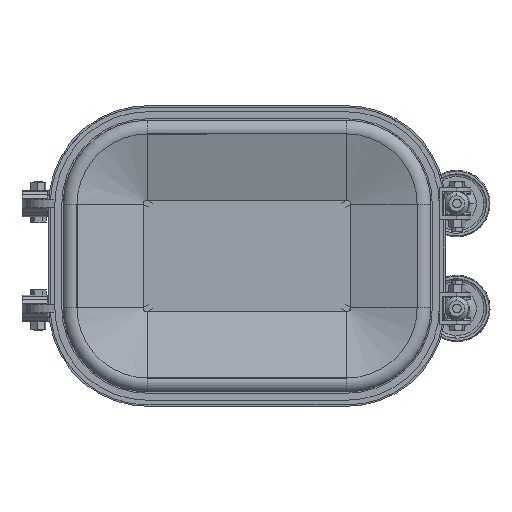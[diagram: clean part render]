
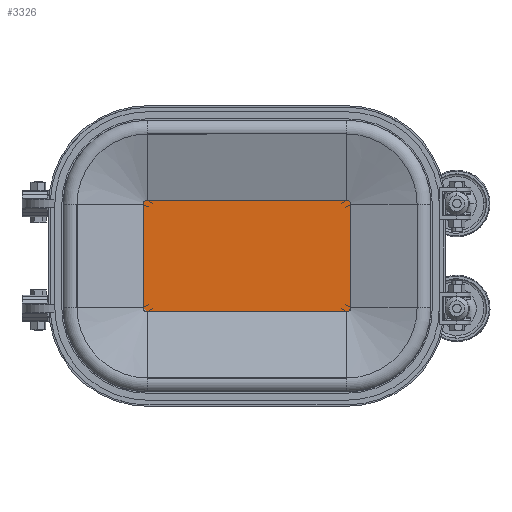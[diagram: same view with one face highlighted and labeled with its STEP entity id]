
A CAD part, front view. The second image highlights one B-rep face of the part: STEP entity #3326.
In plain terms, the highlighted planar face has unit normal (0, -1, 0).
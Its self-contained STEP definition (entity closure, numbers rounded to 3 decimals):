
#3217 = VERTEX_POINT ( 'NONE', #28986 ) ;
#3255 = VERTEX_POINT ( 'NONE', #29795 ) ;
#3258 = EDGE_CURVE ( 'NONE', #3255, #3330, #29901, .T. ) ;
#3265 = EDGE_CURVE ( 'NONE', #3217, #3288, #29856, .T. ) ;
#3277 = EDGE_CURVE ( 'NONE', #3217, #3278, #29921, .T. ) ;
#3278 = VERTEX_POINT ( 'NONE', #29914 ) ;
#3288 = VERTEX_POINT ( 'NONE', #29956 ) ;
#3303 = ORIENTED_EDGE ( 'NONE', *, *, #3304, .T. ) ;
#3304 = EDGE_CURVE ( 'NONE', #3320, #3305, #29999, .T. ) ;
#3305 = VERTEX_POINT ( 'NONE', #29993 ) ;
#3306 = ORIENTED_EDGE ( 'NONE', *, *, #3307, .T. ) ;
#3307 = EDGE_CURVE ( 'NONE', #3305, #3308, #29991, .T. ) ;
#3308 = VERTEX_POINT ( 'NONE', #29986 ) ;
#3309 = ORIENTED_EDGE ( 'NONE', *, *, #3310, .T. ) ;
#3310 = EDGE_CURVE ( 'NONE', #3308, #3278, #29983, .T. ) ;
#3311 = ORIENTED_EDGE ( 'NONE', *, *, #3277, .F. ) ;
#3312 = ORIENTED_EDGE ( 'NONE', *, *, #3265, .T. ) ;
#3313 = ORIENTED_EDGE ( 'NONE', *, *, #3332, .F. ) ;
#3319 = EDGE_CURVE ( 'NONE', #3320, #3255, #30043, .T. ) ;
#3320 = VERTEX_POINT ( 'NONE', #30037 ) ;
#3326 = ADVANCED_FACE ( 'NONE', ( #30026 ), #30023, .T. ) ;
#3327 = EDGE_LOOP ( 'NONE', ( #3328, #3329, #3303, #3306, #3309, #3311, #3312, #3313 ) ) ;
#3328 = ORIENTED_EDGE ( 'NONE', *, *, #3258, .F. ) ;
#3329 = ORIENTED_EDGE ( 'NONE', *, *, #3319, .F. ) ;
#3330 = VERTEX_POINT ( 'NONE', #30018 ) ;
#3332 = EDGE_CURVE ( 'NONE', #3330, #3288, #30094, .T. ) ;
#28986 = CARTESIAN_POINT ( 'NONE',  ( 118.456, -32.96, 59. ) ) ;
#29795 = CARTESIAN_POINT ( 'NONE',  ( -118.882, -32.96, 59. ) ) ;
#29852 = DIRECTION ( 'NONE',  ( 0., 0., -1. ) ) ;
#29853 = DIRECTION ( 'NONE',  ( 0., -1., 0. ) ) ;
#29854 = CARTESIAN_POINT ( 'NONE',  ( 113.787, -32.96, 59. ) ) ;
#29855 = AXIS2_PLACEMENT_3D ( 'NONE', #29854, #29853, #29852 ) ;
#29856 = CIRCLE ( 'NONE', #29855, 4.669 ) ;
#29897 = DIRECTION ( 'NONE',  ( 0., 0., -1. ) ) ;
#29898 = DIRECTION ( 'NONE',  ( 0., 1., 0. ) ) ;
#29899 = CARTESIAN_POINT ( 'NONE',  ( -114.213, -32.96, 59. ) ) ;
#29900 = AXIS2_PLACEMENT_3D ( 'NONE', #29899, #29898, #29897 ) ;
#29901 = CIRCLE ( 'NONE', #29900, 4.669 ) ;
#29914 = CARTESIAN_POINT ( 'NONE',  ( 118.456, -32.96, -59. ) ) ;
#29915 = DIRECTION ( 'NONE',  ( 0., 0., -1. ) ) ;
#29916 = VECTOR ( 'NONE', #29915, 1000. ) ;
#29919 = CARTESIAN_POINT ( 'NONE',  ( 118.456, -32.96, 0. ) ) ;
#29921 = LINE ( 'NONE', #29919, #29916 ) ;
#29956 = CARTESIAN_POINT ( 'NONE',  ( 113.787, -32.96, 63.669 ) ) ;
#29978 = DIRECTION ( 'NONE',  ( 0., 0., 1. ) ) ;
#29980 = DIRECTION ( 'NONE',  ( 0., -1., 0. ) ) ;
#29981 = CARTESIAN_POINT ( 'NONE',  ( 113.787, -32.96, -59. ) ) ;
#29982 = AXIS2_PLACEMENT_3D ( 'NONE', #29981, #29980, #29978 ) ;
#29983 = CIRCLE ( 'NONE', #29982, 4.669 ) ;
#29986 = CARTESIAN_POINT ( 'NONE',  ( 113.787, -32.96, -63.669 ) ) ;
#29987 = DIRECTION ( 'NONE',  ( 1., 0., 0. ) ) ;
#29989 = VECTOR ( 'NONE', #29987, 1000. ) ;
#29990 = CARTESIAN_POINT ( 'NONE',  ( -114.213, -32.96, -63.669 ) ) ;
#29991 = LINE ( 'NONE', #29990, #29989 ) ;
#29993 = CARTESIAN_POINT ( 'NONE',  ( -114.213, -32.96, -63.669 ) ) ;
#29994 = DIRECTION ( 'NONE',  ( 0., 0., 1. ) ) ;
#29995 = DIRECTION ( 'NONE',  ( 0., -1., 0. ) ) ;
#29996 = CARTESIAN_POINT ( 'NONE',  ( -114.213, -32.96, -59. ) ) ;
#29997 = AXIS2_PLACEMENT_3D ( 'NONE', #29996, #29995, #29994 ) ;
#29999 = CIRCLE ( 'NONE', #29997, 4.669 ) ;
#30018 = CARTESIAN_POINT ( 'NONE',  ( -114.213, -32.96, 63.669 ) ) ;
#30019 = DIRECTION ( 'NONE',  ( 0., 0., -1. ) ) ;
#30020 = DIRECTION ( 'NONE',  ( 0., -1., 0. ) ) ;
#30021 = CARTESIAN_POINT ( 'NONE',  ( -114.213, -32.96, 59. ) ) ;
#30022 = AXIS2_PLACEMENT_3D ( 'NONE', #30021, #30020, #30019 ) ;
#30023 = PLANE ( 'NONE',  #30022 ) ;
#30026 = FACE_OUTER_BOUND ( 'NONE', #3327, .T. ) ;
#30037 = CARTESIAN_POINT ( 'NONE',  ( -118.882, -32.96, -59. ) ) ;
#30039 = DIRECTION ( 'NONE',  ( 0., 0., 1. ) ) ;
#30040 = VECTOR ( 'NONE', #30039, 1000. ) ;
#30042 = CARTESIAN_POINT ( 'NONE',  ( -118.882, -32.96, 0. ) ) ;
#30043 = LINE ( 'NONE', #30042, #30040 ) ;
#30091 = DIRECTION ( 'NONE',  ( 1., 0., 0. ) ) ;
#30092 = VECTOR ( 'NONE', #30091, 1000. ) ;
#30093 = CARTESIAN_POINT ( 'NONE',  ( -114.213, -32.96, 63.669 ) ) ;
#30094 = LINE ( 'NONE', #30093, #30092 ) ;
